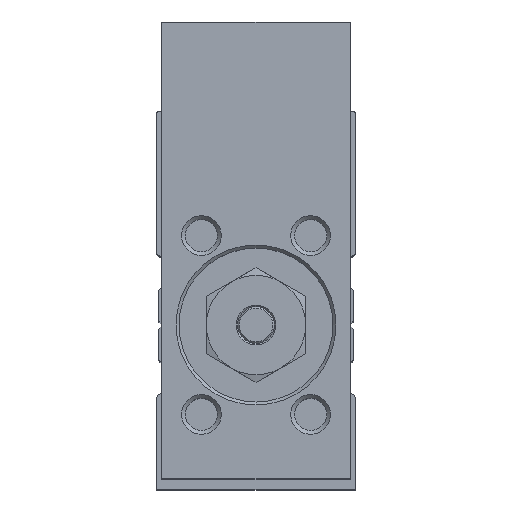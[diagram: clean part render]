
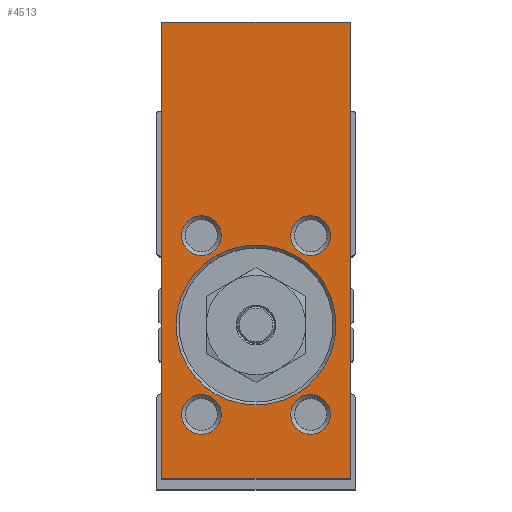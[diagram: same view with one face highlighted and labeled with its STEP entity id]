
A CAD part, top view. The second image highlights one B-rep face of the part: STEP entity #4513.
In plain terms, the highlighted planar face has unit normal (0, 0, 1).
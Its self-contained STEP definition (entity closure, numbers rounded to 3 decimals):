
#258=CIRCLE('',#4982,8.05);
#259=CIRCLE('',#4983,2.);
#260=CIRCLE('',#4984,2.);
#261=CIRCLE('',#4985,2.);
#262=CIRCLE('',#4986,2.);
#1008=ORIENTED_EDGE('',*,*,#1914,.T.);
#1009=ORIENTED_EDGE('',*,*,#1916,.T.);
#1010=ORIENTED_EDGE('',*,*,#1917,.T.);
#1011=ORIENTED_EDGE('',*,*,#1912,.T.);
#1012=ORIENTED_EDGE('',*,*,#1918,.T.);
#1013=ORIENTED_EDGE('',*,*,#1919,.T.);
#1014=ORIENTED_EDGE('',*,*,#1920,.T.);
#1015=ORIENTED_EDGE('',*,*,#1921,.T.);
#1016=ORIENTED_EDGE('',*,*,#1922,.T.);
#1912=EDGE_CURVE('',#2435,#2436,#2782,.T.);
#1914=EDGE_CURVE('',#2436,#2437,#2784,.T.);
#1916=EDGE_CURVE('',#2437,#2438,#2786,.T.);
#1917=EDGE_CURVE('',#2438,#2435,#2787,.T.);
#1918=EDGE_CURVE('',#2439,#2439,#258,.T.);
#1919=EDGE_CURVE('',#2440,#2440,#259,.T.);
#1920=EDGE_CURVE('',#2441,#2441,#260,.T.);
#1921=EDGE_CURVE('',#2442,#2442,#261,.T.);
#1922=EDGE_CURVE('',#2443,#2443,#262,.T.);
#2435=VERTEX_POINT('',#7310);
#2436=VERTEX_POINT('',#7312);
#2437=VERTEX_POINT('',#7316);
#2438=VERTEX_POINT('',#7320);
#2439=VERTEX_POINT('',#7326);
#2440=VERTEX_POINT('',#7328);
#2441=VERTEX_POINT('',#7330);
#2442=VERTEX_POINT('',#7332);
#2443=VERTEX_POINT('',#7334);
#2782=LINE('',#7313,#3154);
#2784=LINE('',#7317,#3156);
#2786=LINE('',#7321,#3158);
#2787=LINE('',#7323,#3159);
#3154=VECTOR('',#5970,1000.);
#3156=VECTOR('',#5974,1000.);
#3158=VECTOR('',#5978,1000.);
#3159=VECTOR('',#5981,1000.);
#3559=EDGE_LOOP('',(#1008,#1009,#1010,#1011));
#3560=EDGE_LOOP('',(#1012));
#3561=EDGE_LOOP('',(#1013));
#3562=EDGE_LOOP('',(#1014));
#3563=EDGE_LOOP('',(#1015));
#3564=EDGE_LOOP('',(#1016));
#4001=FACE_BOUND('',#3559,.T.);
#4002=FACE_BOUND('',#3560,.T.);
#4003=FACE_BOUND('',#3561,.T.);
#4004=FACE_BOUND('',#3562,.T.);
#4005=FACE_BOUND('',#3563,.T.);
#4006=FACE_BOUND('',#3564,.T.);
#4276=PLANE('',#4981);
#4513=ADVANCED_FACE('',(#4001,#4002,#4003,#4004,#4005,#4006),#4276,.T.);
#4981=AXIS2_PLACEMENT_3D('',#7324,#5982,#5983);
#4982=AXIS2_PLACEMENT_3D('',#7325,#5984,#5985);
#4983=AXIS2_PLACEMENT_3D('',#7327,#5986,#5987);
#4984=AXIS2_PLACEMENT_3D('',#7329,#5988,#5989);
#4985=AXIS2_PLACEMENT_3D('',#7331,#5990,#5991);
#4986=AXIS2_PLACEMENT_3D('',#7333,#5992,#5993);
#5970=DIRECTION('',(-1.,0.,0.));
#5974=DIRECTION('',(0.,-1.,0.));
#5978=DIRECTION('',(1.,0.,0.));
#5981=DIRECTION('',(0.,1.,0.));
#5982=DIRECTION('',(0.,0.,1.));
#5983=DIRECTION('',(1.,0.,0.));
#5984=DIRECTION('',(0.,0.,-1.));
#5985=DIRECTION('',(-1.,0.,0.));
#5986=DIRECTION('',(0.,0.,-1.));
#5987=DIRECTION('',(-1.,0.,0.));
#5988=DIRECTION('',(0.,0.,-1.));
#5989=DIRECTION('',(-1.,0.,0.));
#5990=DIRECTION('',(0.,0.,-1.));
#5991=DIRECTION('',(-1.,0.,0.));
#5992=DIRECTION('',(0.,0.,-1.));
#5993=DIRECTION('',(-1.,0.,0.));
#7310=CARTESIAN_POINT('',(9.5,30.5,11.5));
#7312=CARTESIAN_POINT('',(-9.5,30.5,11.5));
#7313=CARTESIAN_POINT('',(9.5,30.5,11.5));
#7316=CARTESIAN_POINT('',(-9.5,-15.5,11.5));
#7317=CARTESIAN_POINT('',(-9.5,30.5,11.5));
#7320=CARTESIAN_POINT('',(9.5,-15.5,11.5));
#7321=CARTESIAN_POINT('',(-9.5,-15.5,11.5));
#7323=CARTESIAN_POINT('',(9.5,-15.5,11.5));
#7324=CARTESIAN_POINT('',(0.,0.,11.5));
#7325=CARTESIAN_POINT('',(0.,0.,11.5));
#7326=CARTESIAN_POINT('',(-8.05,0.,11.5));
#7327=CARTESIAN_POINT('',(5.5,9.,11.5));
#7328=CARTESIAN_POINT('',(3.5,9.,11.5));
#7329=CARTESIAN_POINT('',(-5.5,-9.,11.5));
#7330=CARTESIAN_POINT('',(-7.5,-9.,11.5));
#7331=CARTESIAN_POINT('',(5.5,-9.,11.5));
#7332=CARTESIAN_POINT('',(3.5,-9.,11.5));
#7333=CARTESIAN_POINT('',(-5.5,9.,11.5));
#7334=CARTESIAN_POINT('',(-7.5,9.,11.5));
